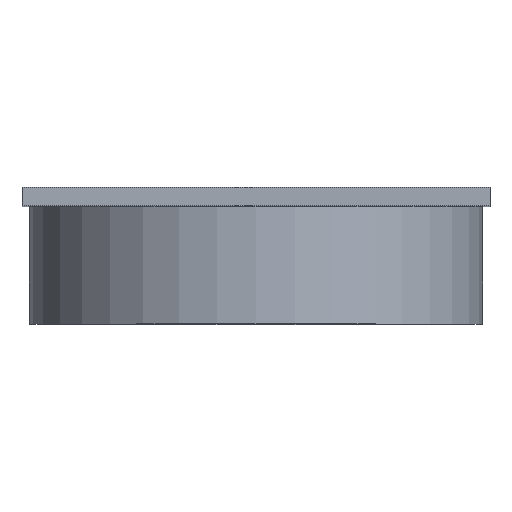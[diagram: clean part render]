
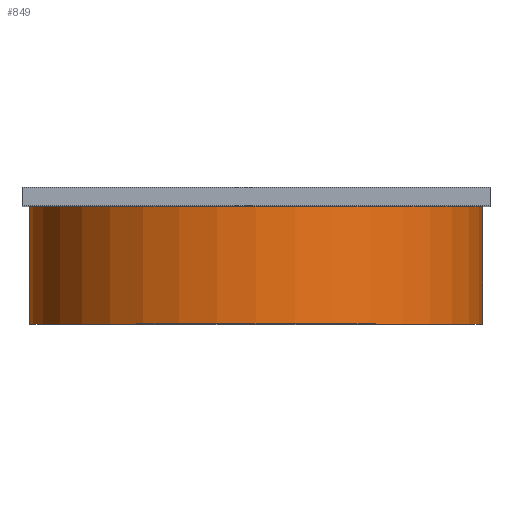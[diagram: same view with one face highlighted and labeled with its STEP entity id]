
A CAD part, top view. The second image highlights one B-rep face of the part: STEP entity #849.
In plain terms, the highlighted cylindrical face has radius 121 mm (diameter 242 mm), a full revolution.
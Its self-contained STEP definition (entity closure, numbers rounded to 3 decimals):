
#83 = PLANE('',#84);
#84 = AXIS2_PLACEMENT_3D('',#85,#86,#87);
#85 = CARTESIAN_POINT('',(-125.,-10.,125.));
#86 = DIRECTION('',(0.,-1.,0.));
#87 = DIRECTION('',(0.,0.,-1.));
#557 = EDGE_CURVE('',#558,#558,#560,.T.);
#558 = VERTEX_POINT('',#559);
#559 = CARTESIAN_POINT('',(121.,-10.,0.));
#560 = SURFACE_CURVE('',#561,(#566,#573),.PCURVE_S1.);
#561 = CIRCLE('',#562,121.);
#562 = AXIS2_PLACEMENT_3D('',#563,#564,#565);
#563 = CARTESIAN_POINT('',(0.,-10.,0.));
#564 = DIRECTION('',(0.,-1.,0.));
#565 = DIRECTION('',(1.,0.,0.));
#566 = PCURVE('',#83,#567);
#567 = DEFINITIONAL_REPRESENTATION('',(#568),#572);
#568 = CIRCLE('',#569,121.);
#569 = AXIS2_PLACEMENT_2D('',#570,#571);
#570 = CARTESIAN_POINT('',(125.,125.));
#571 = DIRECTION('',(0.,1.));
#572 = ( GEOMETRIC_REPRESENTATION_CONTEXT(2) 
PARAMETRIC_REPRESENTATION_CONTEXT() REPRESENTATION_CONTEXT('2D SPACE',''
  ) );
#573 = PCURVE('',#574,#579);
#574 = CYLINDRICAL_SURFACE('',#575,121.);
#575 = AXIS2_PLACEMENT_3D('',#576,#577,#578);
#576 = CARTESIAN_POINT('',(0.,-10.,0.));
#577 = DIRECTION('',(0.,1.,0.));
#578 = DIRECTION('',(1.,0.,0.));
#579 = DEFINITIONAL_REPRESENTATION('',(#580),#584);
#580 = LINE('',#581,#582);
#581 = CARTESIAN_POINT('',(0.,0.));
#582 = VECTOR('',#583,1.);
#583 = DIRECTION('',(-1.,0.));
#584 = ( GEOMETRIC_REPRESENTATION_CONTEXT(2) 
PARAMETRIC_REPRESENTATION_CONTEXT() REPRESENTATION_CONTEXT('2D SPACE',''
  ) );
#849 = ADVANCED_FACE('',(#850),#574,.T.);
#850 = FACE_BOUND('',#851,.F.);
#851 = EDGE_LOOP('',(#852,#853,#876,#907));
#852 = ORIENTED_EDGE('',*,*,#557,.F.);
#853 = ORIENTED_EDGE('',*,*,#854,.T.);
#854 = EDGE_CURVE('',#558,#855,#857,.T.);
#855 = VERTEX_POINT('',#856);
#856 = CARTESIAN_POINT('',(121.,-73.,0.));
#857 = SEAM_CURVE('',#858,(#862,#869),.PCURVE_S1.);
#858 = LINE('',#859,#860);
#859 = CARTESIAN_POINT('',(121.,-10.,0.));
#860 = VECTOR('',#861,1.);
#861 = DIRECTION('',(0.,-1.,0.));
#862 = PCURVE('',#574,#863);
#863 = DEFINITIONAL_REPRESENTATION('',(#864),#868);
#864 = LINE('',#865,#866);
#865 = CARTESIAN_POINT('',(-6.283,0.));
#866 = VECTOR('',#867,1.);
#867 = DIRECTION('',(0.,-1.));
#868 = ( GEOMETRIC_REPRESENTATION_CONTEXT(2) 
PARAMETRIC_REPRESENTATION_CONTEXT() REPRESENTATION_CONTEXT('2D SPACE',''
  ) );
#869 = PCURVE('',#574,#870);
#870 = DEFINITIONAL_REPRESENTATION('',(#871),#875);
#871 = LINE('',#872,#873);
#872 = CARTESIAN_POINT('',(0.,0.));
#873 = VECTOR('',#874,1.);
#874 = DIRECTION('',(0.,-1.));
#875 = ( GEOMETRIC_REPRESENTATION_CONTEXT(2) 
PARAMETRIC_REPRESENTATION_CONTEXT() REPRESENTATION_CONTEXT('2D SPACE',''
  ) );
#876 = ORIENTED_EDGE('',*,*,#877,.T.);
#877 = EDGE_CURVE('',#855,#855,#878,.T.);
#878 = SURFACE_CURVE('',#879,(#884,#891),.PCURVE_S1.);
#879 = CIRCLE('',#880,121.);
#880 = AXIS2_PLACEMENT_3D('',#881,#882,#883);
#881 = CARTESIAN_POINT('',(0.,-73.,0.));
#882 = DIRECTION('',(0.,-1.,0.));
#883 = DIRECTION('',(1.,0.,0.));
#884 = PCURVE('',#574,#885);
#885 = DEFINITIONAL_REPRESENTATION('',(#886),#890);
#886 = LINE('',#887,#888);
#887 = CARTESIAN_POINT('',(0.,-63.));
#888 = VECTOR('',#889,1.);
#889 = DIRECTION('',(-1.,0.));
#890 = ( GEOMETRIC_REPRESENTATION_CONTEXT(2) 
PARAMETRIC_REPRESENTATION_CONTEXT() REPRESENTATION_CONTEXT('2D SPACE',''
  ) );
#891 = PCURVE('',#892,#897);
#892 = PLANE('',#893);
#893 = AXIS2_PLACEMENT_3D('',#894,#895,#896);
#894 = CARTESIAN_POINT('',(121.,-73.,0.));
#895 = DIRECTION('',(0.,1.,0.));
#896 = DIRECTION('',(0.,0.,1.));
#897 = DEFINITIONAL_REPRESENTATION('',(#898),#906);
#898 = ( BOUNDED_CURVE() B_SPLINE_CURVE(2,(#899,#900,#901,#902,#903,#904
,#905),.UNSPECIFIED.,.F.,.F.) B_SPLINE_CURVE_WITH_KNOTS((1,2,2,2,2,1),(
    -2.094,0.,2.094,4.189,6.283,
8.378),.UNSPECIFIED.) CURVE() GEOMETRIC_REPRESENTATION_ITEM() 
RATIONAL_B_SPLINE_CURVE((1.,0.5,1.,0.5,1.,0.5,1.)) REPRESENTATION_ITEM(
  '') );
#899 = CARTESIAN_POINT('',(0.,0.));
#900 = CARTESIAN_POINT('',(209.578,0.));
#901 = CARTESIAN_POINT('',(104.789,-181.5));
#902 = CARTESIAN_POINT('',(0.,-363.));
#903 = CARTESIAN_POINT('',(-104.789,-181.5));
#904 = CARTESIAN_POINT('',(-209.578,0.));
#905 = CARTESIAN_POINT('',(0.,0.));
#906 = ( GEOMETRIC_REPRESENTATION_CONTEXT(2) 
PARAMETRIC_REPRESENTATION_CONTEXT() REPRESENTATION_CONTEXT('2D SPACE',''
  ) );
#907 = ORIENTED_EDGE('',*,*,#854,.F.);
